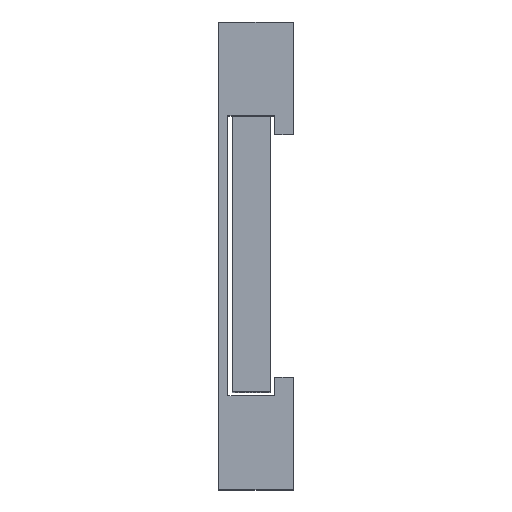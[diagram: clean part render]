
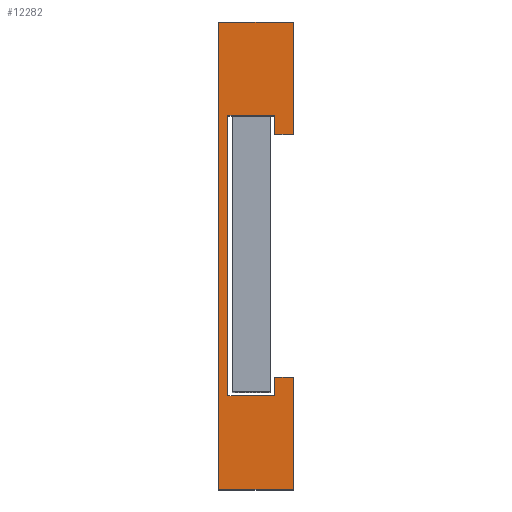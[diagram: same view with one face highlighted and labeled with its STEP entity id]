
A CAD part, top view. The second image highlights one B-rep face of the part: STEP entity #12282.
In plain terms, the highlighted planar face has unit normal (0, 0, 1).
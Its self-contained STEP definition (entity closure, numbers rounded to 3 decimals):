
#2071=LINE('',#26708,#3164);
#2079=LINE('',#26730,#3172);
#2102=LINE('',#26822,#3195);
#2111=LINE('',#26840,#3204);
#2119=LINE('',#26857,#3212);
#2122=LINE('',#26862,#3215);
#2126=LINE('',#26869,#3219);
#2128=LINE('',#26872,#3221);
#2131=LINE('',#26879,#3224);
#2138=LINE('',#26891,#3231);
#2139=LINE('',#26893,#3232);
#2142=LINE('',#26898,#3235);
#3164=VECTOR('',#14692,10.);
#3172=VECTOR('',#14710,10.);
#3195=VECTOR('',#14771,10.);
#3204=VECTOR('',#14782,10.);
#3212=VECTOR('',#14798,10.);
#3215=VECTOR('',#14803,10.);
#3219=VECTOR('',#14809,10.);
#3221=VECTOR('',#14813,10.);
#3224=VECTOR('',#14820,10.);
#3231=VECTOR('',#14833,10.);
#3232=VECTOR('',#14836,10.);
#3235=VECTOR('',#14843,10.);
#3550=PLANE('',#12788);
#4208=FACE_OUTER_BOUND('',#4923,.T.);
#4923=EDGE_LOOP('',(#11600,#11601,#11602,#11603,#11604,#11605,#11606,#11607,
#11608,#11609,#11610,#11611));
#6146=VERTEX_POINT('',#26705);
#6147=VERTEX_POINT('',#26707);
#6155=VERTEX_POINT('',#26727);
#6156=VERTEX_POINT('',#26729);
#6178=VERTEX_POINT('',#26820);
#6179=VERTEX_POINT('',#26821);
#6186=VERTEX_POINT('',#26837);
#6187=VERTEX_POINT('',#26839);
#6190=VERTEX_POINT('',#26853);
#6192=VERTEX_POINT('',#26856);
#6195=VERTEX_POINT('',#26867);
#6197=VERTEX_POINT('',#26878);
#7921=EDGE_CURVE('',#6146,#6147,#2071,.T.);
#7931=EDGE_CURVE('',#6155,#6156,#2079,.T.);
#7963=EDGE_CURVE('',#6178,#6179,#2102,.T.);
#7972=EDGE_CURVE('',#6187,#6186,#2111,.T.);
#7980=EDGE_CURVE('',#6192,#6190,#2119,.T.);
#7983=EDGE_CURVE('',#6192,#6146,#2122,.T.);
#7987=EDGE_CURVE('',#6186,#6195,#2126,.T.);
#7989=EDGE_CURVE('',#6195,#6156,#2128,.T.);
#7992=EDGE_CURVE('',#6187,#6197,#2131,.T.);
#7999=EDGE_CURVE('',#6197,#6190,#2138,.T.);
#8000=EDGE_CURVE('',#6178,#6147,#2139,.T.);
#8003=EDGE_CURVE('',#6179,#6155,#2142,.T.);
#11600=ORIENTED_EDGE('',*,*,#8003,.F.);
#11601=ORIENTED_EDGE('',*,*,#7963,.F.);
#11602=ORIENTED_EDGE('',*,*,#8000,.T.);
#11603=ORIENTED_EDGE('',*,*,#7921,.F.);
#11604=ORIENTED_EDGE('',*,*,#7983,.F.);
#11605=ORIENTED_EDGE('',*,*,#7980,.T.);
#11606=ORIENTED_EDGE('',*,*,#7999,.F.);
#11607=ORIENTED_EDGE('',*,*,#7992,.F.);
#11608=ORIENTED_EDGE('',*,*,#7972,.T.);
#11609=ORIENTED_EDGE('',*,*,#7987,.T.);
#11610=ORIENTED_EDGE('',*,*,#7989,.T.);
#11611=ORIENTED_EDGE('',*,*,#7931,.F.);
#12282=ADVANCED_FACE('',(#4208),#3550,.T.);
#12788=AXIS2_PLACEMENT_3D('',#26899,#14844,#14845);
#14692=DIRECTION('',(0.,-1.,0.));
#14710=DIRECTION('',(0.,-1.,0.));
#14771=DIRECTION('',(0.,1.,0.));
#14782=DIRECTION('',(1.,0.,0.));
#14798=DIRECTION('',(0.,-1.,0.));
#14803=DIRECTION('',(1.,0.,0.));
#14809=DIRECTION('',(0.,-1.,0.));
#14813=DIRECTION('',(1.,0.,0.));
#14820=DIRECTION('',(0.,-1.,0.));
#14833=DIRECTION('',(1.,0.,0.));
#14836=DIRECTION('',(1.,0.,0.));
#14843=DIRECTION('',(1.,0.,0.));
#14844=DIRECTION('center_axis',(0.,0.,1.));
#14845=DIRECTION('ref_axis',(0.,1.,0.));
#26705=CARTESIAN_POINT('',(7.,2.,45.));
#26707=CARTESIAN_POINT('',(7.,-10.,45.));
#26708=CARTESIAN_POINT('',(7.,30.,45.));
#26727=CARTESIAN_POINT('',(7.,40.,45.));
#26729=CARTESIAN_POINT('',(7.,28.,45.));
#26730=CARTESIAN_POINT('',(7.,30.,45.));
#26820=CARTESIAN_POINT('',(-1.,-10.,45.));
#26821=CARTESIAN_POINT('',(-1.,40.,45.));
#26822=CARTESIAN_POINT('',(-1.,30.,45.));
#26837=CARTESIAN_POINT('',(5.,30.,45.));
#26839=CARTESIAN_POINT('',(0.,30.,45.));
#26840=CARTESIAN_POINT('',(0.,30.,45.));
#26853=CARTESIAN_POINT('',(5.,0.,45.));
#26856=CARTESIAN_POINT('',(5.,2.,45.));
#26857=CARTESIAN_POINT('',(5.,1.5,45.));
#26862=CARTESIAN_POINT('',(0.,2.,45.));
#26867=CARTESIAN_POINT('',(5.,28.,45.));
#26869=CARTESIAN_POINT('',(5.,29.5,45.));
#26872=CARTESIAN_POINT('',(0.,28.,45.));
#26878=CARTESIAN_POINT('',(0.,0.,45.));
#26879=CARTESIAN_POINT('',(0.,30.,45.));
#26891=CARTESIAN_POINT('',(0.,0.,45.));
#26893=CARTESIAN_POINT('',(0.,-10.,45.));
#26898=CARTESIAN_POINT('',(0.,40.,45.));
#26899=CARTESIAN_POINT('Origin',(0.,-10.,45.));
